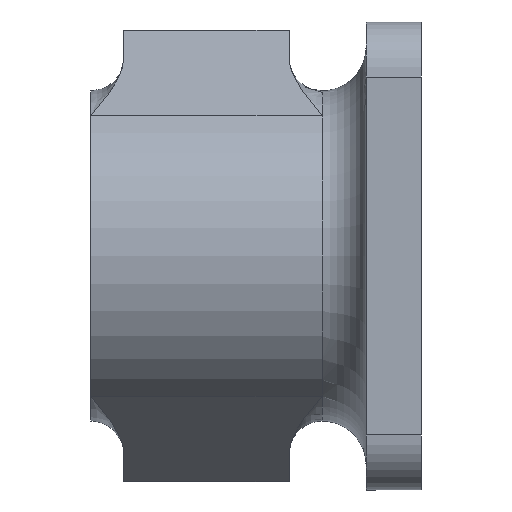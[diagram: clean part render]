
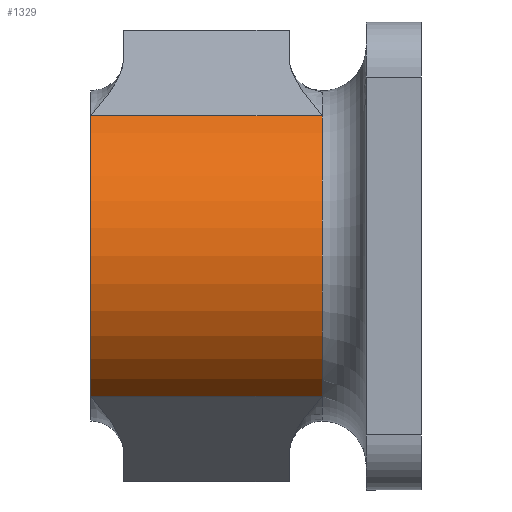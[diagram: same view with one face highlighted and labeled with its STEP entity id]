
A CAD part, left-side view. The second image highlights one B-rep face of the part: STEP entity #1329.
In plain terms, the highlighted cylindrical face has radius 30 mm (diameter 60 mm), a partial arc.
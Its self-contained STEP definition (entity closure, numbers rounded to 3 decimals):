
#229 = DIRECTION ( 'NONE',  ( 0., 0., 1. ) ) ;
#234 = DIRECTION ( 'NONE',  ( 0., -1., 0. ) ) ;
#235 = CARTESIAN_POINT ( 'NONE',  ( 0., 54., 0. ) ) ;
#290 = CARTESIAN_POINT ( 'NONE',  ( -15.898, 60., 25.441 ) ) ;
#293 = CARTESIAN_POINT ( 'NONE',  ( -15.898, 18., 25.441 ) ) ;
#305 = CARTESIAN_POINT ( 'NONE',  ( -15.898, 18., -25.441 ) ) ;
#775 = CARTESIAN_POINT ( 'NONE',  ( -15.898, 24., 25.441 ) ) ;
#776 = CARTESIAN_POINT ( 'NONE',  ( 0., 18., 0. ) ) ;
#801 = DIRECTION ( 'NONE',  ( 0., 1., 0. ) ) ;
#802 = DIRECTION ( 'NONE',  ( 0., 0., -1. ) ) ;
#803 = CARTESIAN_POINT ( 'NONE',  ( 0., 60., 0. ) ) ;
#804 = DIRECTION ( 'NONE',  ( 0., 1., 0. ) ) ;
#806 = DIRECTION ( 'NONE',  ( 0., 1., 0. ) ) ;
#821 = VECTOR ( 'NONE', #804, 1000. ) ;
#824 = LINE ( 'NONE', #775, #821 ) ;
#825 = CIRCLE ( 'NONE', #2759, 30. ) ;
#828 = CIRCLE ( 'NONE', #2763, 30. ) ;
#840 = LINE ( 'NONE', #2120, #841 ) ;
#841 = VECTOR ( 'NONE', #2121, 1000. ) ;
#1004 = VERTEX_POINT ( 'NONE', #1429 ) ;
#1329 = ADVANCED_FACE ( 'NONE', ( #1696 ), #1706, .T. ) ;
#1345 = VERTEX_POINT ( 'NONE', #290 ) ;
#1348 = VERTEX_POINT ( 'NONE', #293 ) ;
#1361 = VERTEX_POINT ( 'NONE', #305 ) ;
#1429 = CARTESIAN_POINT ( 'NONE',  ( -15.898, 60., -25.441 ) ) ;
#1696 = FACE_OUTER_BOUND ( 'NONE', #2005, .T. ) ;
#1706 = CYLINDRICAL_SURFACE ( 'NONE', #2695, 30. ) ;
#1991 = ORIENTED_EDGE ( 'NONE', *, *, #2636, .T. ) ;
#1992 = ORIENTED_EDGE ( 'NONE', *, *, #2649, .F. ) ;
#1993 = ORIENTED_EDGE ( 'NONE', *, *, #2638, .F. ) ;
#1994 = ORIENTED_EDGE ( 'NONE', *, *, #2637, .T. ) ;
#2005 = EDGE_LOOP ( 'NONE', ( #1994, #1993, #1992, #1991 ) ) ;
#2079 = DIRECTION ( 'NONE',  ( 0., 0., -1. ) ) ;
#2120 = CARTESIAN_POINT ( 'NONE',  ( -15.898, 24., -25.441 ) ) ;
#2121 = DIRECTION ( 'NONE',  ( 0., 1., 0. ) ) ;
#2636 = EDGE_CURVE ( 'NONE', #1361, #1348, #825, .T. ) ;
#2637 = EDGE_CURVE ( 'NONE', #1348, #1345, #824, .T. ) ;
#2638 = EDGE_CURVE ( 'NONE', #1004, #1345, #828, .T. ) ;
#2649 = EDGE_CURVE ( 'NONE', #1361, #1004, #840, .T. ) ;
#2695 = AXIS2_PLACEMENT_3D ( 'NONE', #235, #234, #229 ) ;
#2759 = AXIS2_PLACEMENT_3D ( 'NONE', #776, #801, #802 ) ;
#2763 = AXIS2_PLACEMENT_3D ( 'NONE', #803, #806, #2079 ) ;
